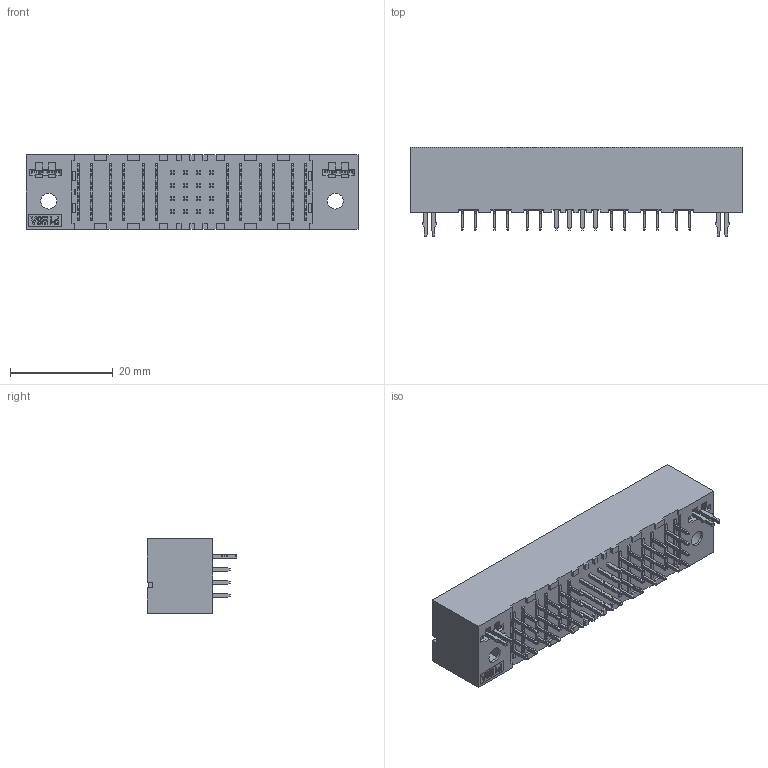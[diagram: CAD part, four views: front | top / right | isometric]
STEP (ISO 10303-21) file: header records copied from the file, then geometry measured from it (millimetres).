
FILE_DESCRIPTION( ('This file contains a STEP AP42 implementation' ,'as created by ZW3D STEP Interface translator.') ,'2;1' );
FILE_NAME( 'P1MSA-031603W5W5AMA1.stp' ,'23 922.143338', (''), ('ZWCAD Software Co.'), 'Version 1.0', 'ZW3D to STEP translator', '' );
FILE_SCHEMA(('AUTOMOTIVE_DESIGN { 1 0 10303 214 1 1 1 1 }'));
Length unit declared in the file: millimetre
Products named in the file (2): 0; P1MSA-031603W5W5AMA1
Bounding box: 64.77 x 17.4 x 14.58 mm (x, y, z)
Volume: 9472.7 mm3; surface area: 7462.7 mm2
Topology: 1 solids, 1 shells, 1282 faces, 3641 edges, 2398 vertices
Faces by surface type: plane 1070, cylinder 132, bspline 76, cone 4
Entity records: 43356 total; most frequent: CARTESIAN_POINT 8688, ORIENTED_EDGE 7282, DIRECTION 6415, EDGE_CURVE 3641, VECTOR 3137, LINE 3137, VERTEX_POINT 2398, AXIS2_PLACEMENT_3D 1639
